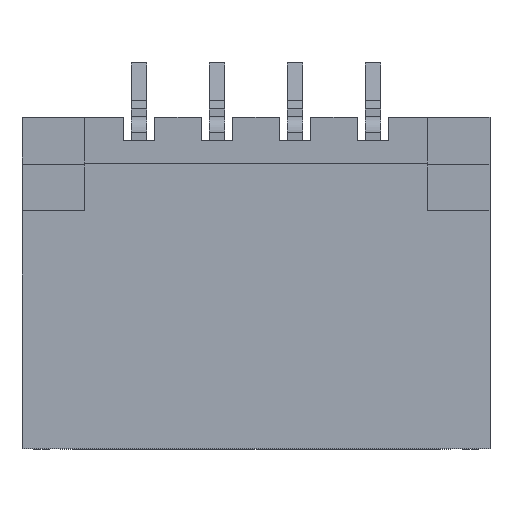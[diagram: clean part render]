
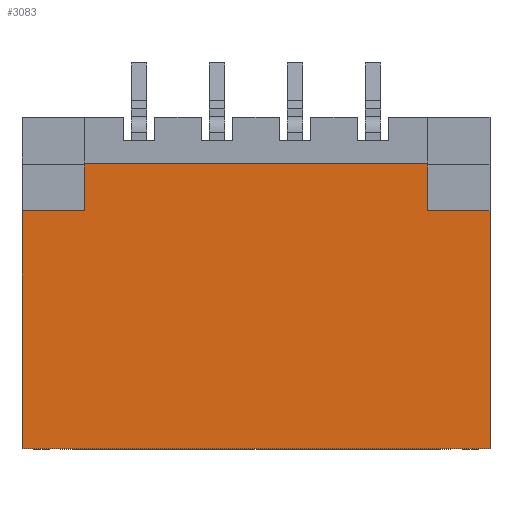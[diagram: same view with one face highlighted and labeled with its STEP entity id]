
A CAD part, top view. The second image highlights one B-rep face of the part: STEP entity #3083.
In plain terms, the highlighted planar face has unit normal (0, 0, 1).
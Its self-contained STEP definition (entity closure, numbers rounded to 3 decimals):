
#65=FACE_OUTER_BOUND('',#226,.T.);
#226=EDGE_LOOP('',(#1938,#1939,#1940,#1941,#1942,#1943,#1944,#1945));
#420=LINE('',#4299,#824);
#421=LINE('',#4301,#825);
#422=LINE('',#4303,#826);
#423=LINE('',#4305,#827);
#424=LINE('',#4307,#828);
#425=LINE('',#4309,#829);
#426=LINE('',#4311,#830);
#427=LINE('',#4312,#831);
#824=VECTOR('',#3487,1000.);
#825=VECTOR('',#3488,1000.);
#826=VECTOR('',#3489,1000.);
#827=VECTOR('',#3490,1000.);
#828=VECTOR('',#3491,1000.);
#829=VECTOR('',#3492,1000.);
#830=VECTOR('',#3493,1000.);
#831=VECTOR('',#3494,1000.);
#1228=VERTEX_POINT('',#4297);
#1229=VERTEX_POINT('',#4298);
#1230=VERTEX_POINT('',#4300);
#1231=VERTEX_POINT('',#4302);
#1232=VERTEX_POINT('',#4304);
#1233=VERTEX_POINT('',#4306);
#1234=VERTEX_POINT('',#4308);
#1235=VERTEX_POINT('',#4310);
#1506=EDGE_CURVE('',#1228,#1229,#420,.T.);
#1507=EDGE_CURVE('',#1230,#1229,#421,.T.);
#1508=EDGE_CURVE('',#1231,#1230,#422,.T.);
#1509=EDGE_CURVE('',#1231,#1232,#423,.T.);
#1510=EDGE_CURVE('',#1232,#1233,#424,.T.);
#1511=EDGE_CURVE('',#1233,#1234,#425,.T.);
#1512=EDGE_CURVE('',#1234,#1235,#426,.T.);
#1513=EDGE_CURVE('',#1228,#1235,#427,.T.);
#1938=ORIENTED_EDGE('',*,*,#1506,.T.);
#1939=ORIENTED_EDGE('',*,*,#1507,.F.);
#1940=ORIENTED_EDGE('',*,*,#1508,.F.);
#1941=ORIENTED_EDGE('',*,*,#1509,.T.);
#1942=ORIENTED_EDGE('',*,*,#1510,.T.);
#1943=ORIENTED_EDGE('',*,*,#1511,.T.);
#1944=ORIENTED_EDGE('',*,*,#1512,.T.);
#1945=ORIENTED_EDGE('',*,*,#1513,.F.);
#2774=PLANE('',#3258);
#3083=ADVANCED_FACE('',(#65),#2774,.T.);
#3258=AXIS2_PLACEMENT_3D('',#4296,#3485,#3486);
#3485=DIRECTION('center_axis',(0.,0.,1.));
#3486=DIRECTION('ref_axis',(1.,0.,0.));
#3487=DIRECTION('',(0.,1.,0.));
#3488=DIRECTION('',(1.,0.,0.));
#3489=DIRECTION('',(0.,1.,0.));
#3490=DIRECTION('',(-1.,0.,0.));
#3491=DIRECTION('',(0.,-1.,0.));
#3492=DIRECTION('',(1.,0.,0.));
#3493=DIRECTION('',(0.,1.,0.));
#3494=DIRECTION('',(1.,0.,0.));
#4296=CARTESIAN_POINT('Origin',(0.,0.,2.9));
#4297=CARTESIAN_POINT('',(3.7,0.925,2.9));
#4298=CARTESIAN_POINT('',(3.7,1.525,2.9));
#4299=CARTESIAN_POINT('',(3.7,0.925,2.9));
#4300=CARTESIAN_POINT('',(-0.7,1.525,2.9));
#4301=CARTESIAN_POINT('',(-0.7,1.525,2.9));
#4302=CARTESIAN_POINT('',(-0.7,0.925,2.9));
#4303=CARTESIAN_POINT('',(-0.7,0.925,2.9));
#4304=CARTESIAN_POINT('',(-1.5,0.925,2.9));
#4305=CARTESIAN_POINT('',(-0.7,0.925,2.9));
#4306=CARTESIAN_POINT('',(-1.5,-2.125,2.9));
#4307=CARTESIAN_POINT('',(-1.5,2.125,2.9));
#4308=CARTESIAN_POINT('',(4.5,-2.125,2.9));
#4309=CARTESIAN_POINT('',(-1.5,-2.125,2.9));
#4310=CARTESIAN_POINT('',(4.5,0.925,2.9));
#4311=CARTESIAN_POINT('',(4.5,2.125,2.9));
#4312=CARTESIAN_POINT('',(3.7,0.925,2.9));
